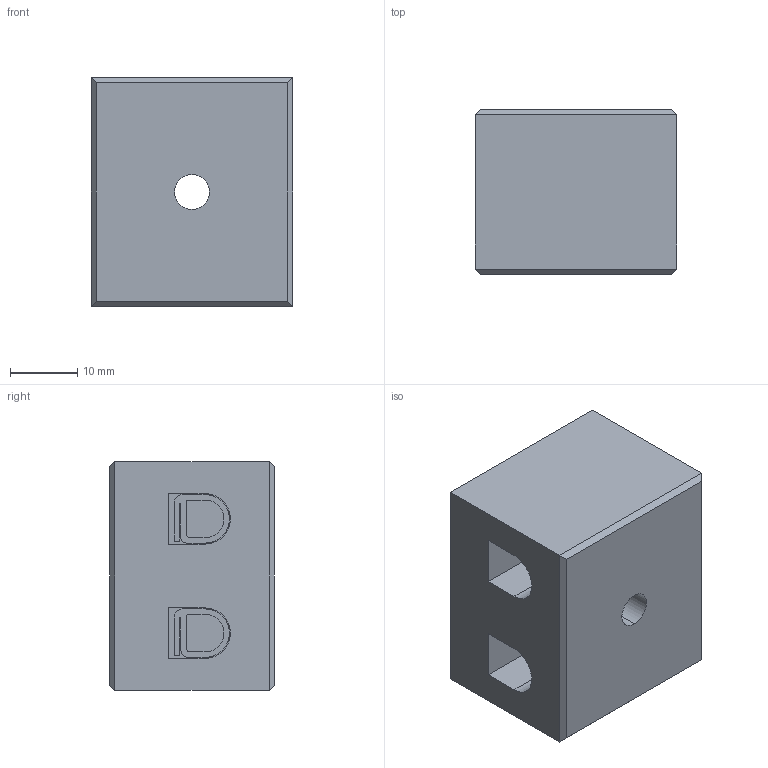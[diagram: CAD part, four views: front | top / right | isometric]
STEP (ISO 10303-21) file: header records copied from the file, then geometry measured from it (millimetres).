
FILE_DESCRIPTION (( 'STEP AP203' ), '1' );
FILE_NAME ('No 3 2 li Steatit Klemens.STEP', '2020-08-21T11:27:26', ( '' ), ( '' ), 'SwSTEP 2.0', 'SolidWorks 2011', '' );
FILE_SCHEMA (( 'CONFIG_CONTROL_DESIGN' ));
Length unit declared in the file: millimetre
Products named in the file (1): No 3 2 li Steatit Klemens
Bounding box: 30 x 24.5 x 34 mm (x, y, z)
Volume: 21812.6 mm3; surface area: 7640.9 mm2
Topology: 1 solids, 1 shells, 262 faces, 692 edges, 452 vertices
Faces by surface type: plane 140, cylinder 60, cone 44, torus 18
Entity records: 9307 total; most frequent: CARTESIAN_POINT 2703, ORIENTED_EDGE 1384, DIRECTION 1348, EDGE_CURVE 692, AXIS2_PLACEMENT_3D 501, VERTEX_POINT 452, LINE 346, VECTOR 346
